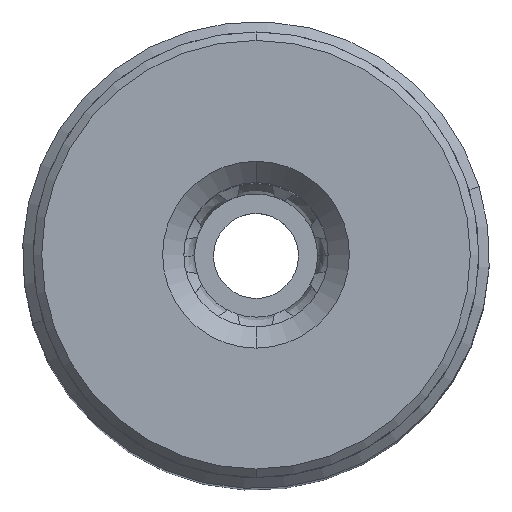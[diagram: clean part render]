
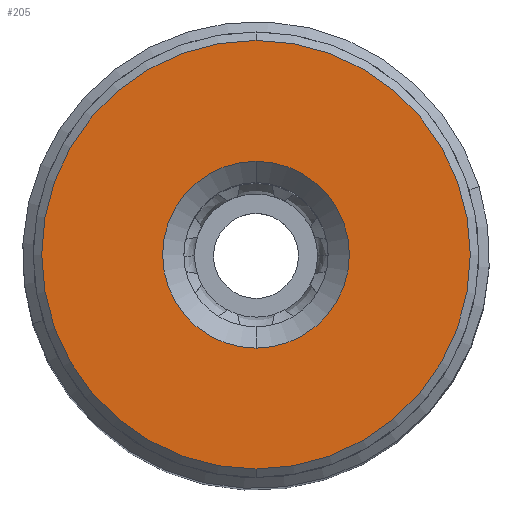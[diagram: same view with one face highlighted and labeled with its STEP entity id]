
A CAD part, top view. The second image highlights one B-rep face of the part: STEP entity #205.
In plain terms, the highlighted planar face has unit normal (0, 0, 1).
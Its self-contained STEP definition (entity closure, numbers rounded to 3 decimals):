
#205 = ADVANCED_FACE ( 'NONE', ( #19265, #2667 ), #2541, .T. ) ;
#475 = CIRCLE ( 'NONE', #27557, 2.2 ) ;
#570 = CARTESIAN_POINT ( 'NONE',  ( 3.892, 5.011, 15.491 ) ) ;
#993 = CARTESIAN_POINT ( 'NONE',  ( 3.892, 10.061, 15.491 ) ) ;
#1031 = VERTEX_POINT ( 'NONE', #16575 ) ;
#1668 = DIRECTION ( 'NONE',  ( 0., 0., 1. ) ) ;
#2154 = EDGE_CURVE ( 'NONE', #1031, #6776, #15956, .T. ) ;
#2257 = DIRECTION ( 'NONE',  ( 0., -1., 0. ) ) ;
#2541 = PLANE ( 'NONE',  #6300 ) ;
#2648 = CARTESIAN_POINT ( 'NONE',  ( 3.892, 5.011, 15.491 ) ) ;
#2667 = FACE_OUTER_BOUND ( 'NONE', #20262, .T. ) ;
#2711 = DIRECTION ( 'NONE',  ( 0., -1., 0. ) ) ;
#2817 = DIRECTION ( 'NONE',  ( 0., 0., 1. ) ) ;
#2921 = DIRECTION ( 'NONE',  ( 0., -1., 0. ) ) ;
#3081 = DIRECTION ( 'NONE',  ( 0., 0., -1. ) ) ;
#3268 = CARTESIAN_POINT ( 'NONE',  ( 3.892, 5.011, 15.491 ) ) ;
#4144 = VERTEX_POINT ( 'NONE', #993 ) ;
#4970 = CARTESIAN_POINT ( 'NONE',  ( 3.892, -0.039, 15.491 ) ) ;
#6300 = AXIS2_PLACEMENT_3D ( 'NONE', #2648, #2817, #2921 ) ;
#6776 = VERTEX_POINT ( 'NONE', #13546 ) ;
#8333 = VERTEX_POINT ( 'NONE', #4970 ) ;
#9663 = DIRECTION ( 'NONE',  ( 0., 0., 1. ) ) ;
#9693 = EDGE_CURVE ( 'NONE', #8333, #4144, #18653, .T. ) ;
#10384 = ORIENTED_EDGE ( 'NONE', *, *, #9693, .T. ) ;
#11653 = AXIS2_PLACEMENT_3D ( 'NONE', #14641, #1668, #16811 ) ;
#13546 = CARTESIAN_POINT ( 'NONE',  ( 3.892, 7.211, 15.491 ) ) ;
#14641 = CARTESIAN_POINT ( 'NONE',  ( 3.892, 5.011, 15.491 ) ) ;
#14830 = ORIENTED_EDGE ( 'NONE', *, *, #19169, .T. ) ;
#15699 = DIRECTION ( 'NONE',  ( 0., 0., -1. ) ) ;
#15956 = CIRCLE ( 'NONE', #21956, 2.2 ) ;
#16575 = CARTESIAN_POINT ( 'NONE',  ( 3.892, 2.811, 15.491 ) ) ;
#16811 = DIRECTION ( 'NONE',  ( 0., -1., 0. ) ) ;
#18653 = CIRCLE ( 'NONE', #11653, 5.05 ) ;
#19169 = EDGE_CURVE ( 'NONE', #4144, #8333, #24547, .T. ) ;
#19265 = FACE_BOUND ( 'NONE', #22292, .T. ) ;
#20262 = EDGE_LOOP ( 'NONE', ( #14830, #10384 ) ) ;
#21825 = EDGE_CURVE ( 'NONE', #6776, #1031, #475, .T. ) ;
#21956 = AXIS2_PLACEMENT_3D ( 'NONE', #3268, #3081, #2257 ) ;
#22292 = EDGE_LOOP ( 'NONE', ( #25973, #28056 ) ) ;
#22345 = AXIS2_PLACEMENT_3D ( 'NONE', #22652, #9663, #24833 ) ;
#22652 = CARTESIAN_POINT ( 'NONE',  ( 3.892, 5.011, 15.491 ) ) ;
#24547 = CIRCLE ( 'NONE', #22345, 5.05 ) ;
#24833 = DIRECTION ( 'NONE',  ( 0., -1., 0. ) ) ;
#25973 = ORIENTED_EDGE ( 'NONE', *, *, #2154, .T. ) ;
#27557 = AXIS2_PLACEMENT_3D ( 'NONE', #570, #15699, #2711 ) ;
#28056 = ORIENTED_EDGE ( 'NONE', *, *, #21825, .T. ) ;
